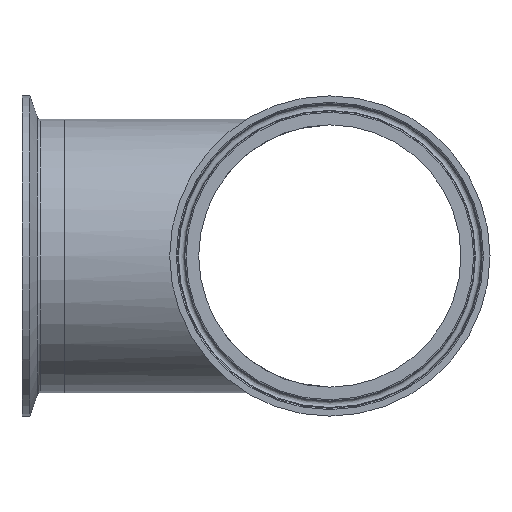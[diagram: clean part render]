
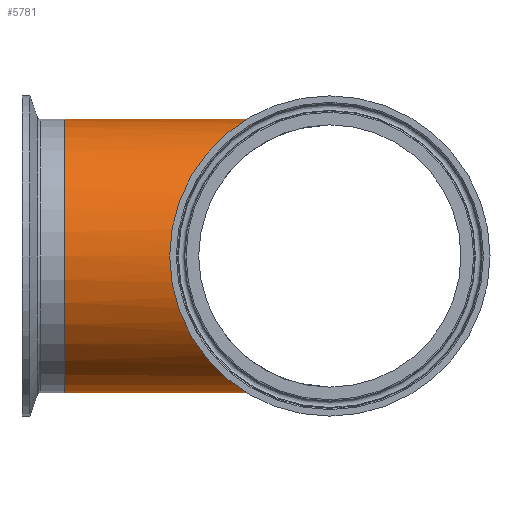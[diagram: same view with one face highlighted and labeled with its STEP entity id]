
A CAD part, left-side view. The second image highlights one B-rep face of the part: STEP entity #5781.
In plain terms, the highlighted cylindrical face has radius 50.8 mm (diameter 101.6 mm), a full revolution.
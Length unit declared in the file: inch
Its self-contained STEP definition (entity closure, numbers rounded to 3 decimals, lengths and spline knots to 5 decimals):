
#68=ELLIPSE('',#6069,2.82843,2.);
#69=ELLIPSE('',#6070,2.82843,2.);
#283=FACE_BOUND('',#1414,.T.);
#1003=FACE_OUTER_BOUND('',#1413,.T.);
#1413=EDGE_LOOP('',(#5311,#5312));
#1414=EDGE_LOOP('',(#5313));
#2292=CIRCLE('',#6111,2.);
#2832=VERTEX_POINT('',#12108);
#2833=VERTEX_POINT('',#12109);
#2851=VERTEX_POINT('',#12169);
#3646=EDGE_CURVE('',#2832,#2833,#68,.T.);
#3647=EDGE_CURVE('',#2833,#2832,#69,.T.);
#3665=EDGE_CURVE('',#2851,#2851,#2292,.T.);
#5311=ORIENTED_EDGE('',*,*,#3647,.F.);
#5312=ORIENTED_EDGE('',*,*,#3646,.F.);
#5313=ORIENTED_EDGE('',*,*,#3665,.F.);
#5368=CYLINDRICAL_SURFACE('',#6176,2.);
#5781=ADVANCED_FACE('',(#1003,#283),#5368,.T.);
#6069=AXIS2_PLACEMENT_3D('',#12110,#7117,#7118);
#6070=AXIS2_PLACEMENT_3D('',#12111,#7119,#7120);
#6111=AXIS2_PLACEMENT_3D('',#12170,#7201,#7202);
#6176=AXIS2_PLACEMENT_3D('',#12268,#7331,#7332);
#7117=DIRECTION('center_axis',(0.707,-0.707,0.));
#7118=DIRECTION('ref_axis',(-0.707,-0.707,0.));
#7119=DIRECTION('center_axis',(-0.707,-0.707,0.));
#7120=DIRECTION('ref_axis',(-0.707,0.707,0.));
#7201=DIRECTION('center_axis',(0.,1.,0.));
#7202=DIRECTION('ref_axis',(1.,0.,0.));
#7331=DIRECTION('center_axis',(0.,1.,0.));
#7332=DIRECTION('ref_axis',(-1.,0.,0.));
#12108=CARTESIAN_POINT('',(0.,0.,
-2.));
#12109=CARTESIAN_POINT('',(0.,0.,
2.));
#12110=CARTESIAN_POINT('Origin',(0.,0.,0.));
#12111=CARTESIAN_POINT('Origin',(0.,0.,0.));
#12169=CARTESIAN_POINT('',(-2.,3.875,0.));
#12170=CARTESIAN_POINT('Origin',(0.,3.875,0.));
#12268=CARTESIAN_POINT('Origin',(0.,1.9375,0.));
